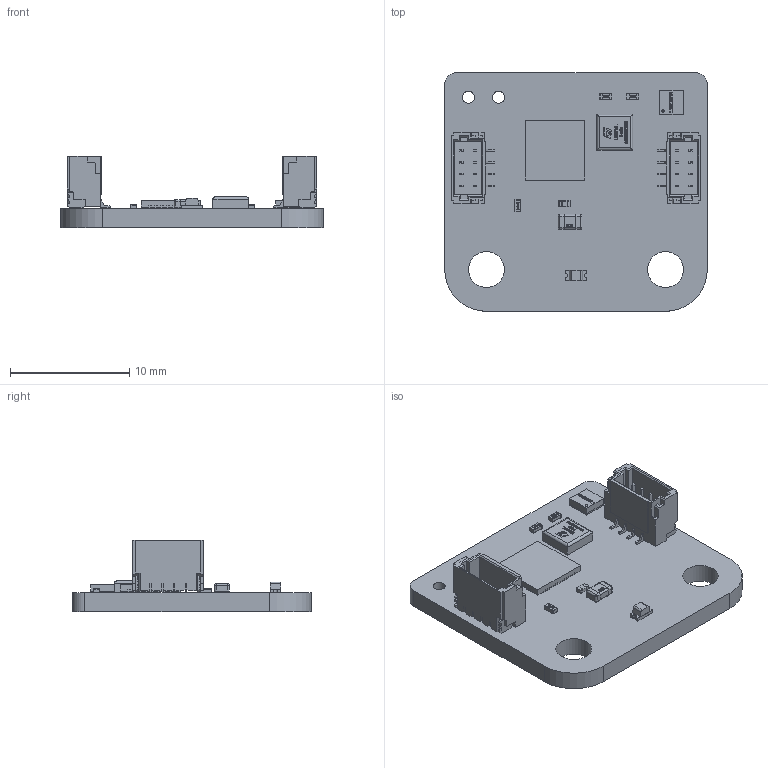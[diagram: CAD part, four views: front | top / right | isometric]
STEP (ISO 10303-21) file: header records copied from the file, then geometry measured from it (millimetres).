
FILE_DESCRIPTION(('Open CASCADE Model'),'2;1');
FILE_NAME('Open CASCADE Shape Model','2025-02-24T08:59:03',('Author'),( 'Open CASCADE'),'Open CASCADE STEP processor 7.5','Open CASCADE 7.5' ,'Unknown');
FILE_SCHEMA(('AUTOMOTIVE_DESIGN { 1 0 10303 214 1 1 1 1 }'));
Length unit declared in the file: millimetre
Products named in the file (47): PCB; Board; Open CASCADE STEP translator 7.5 2.1.1; U; DUELink-Connector-BM04B-SRSS-TB; STAT; 0603 LED Green; Solid1; Solid4; D; U3; User Library-LIS331AL; U2; LIS2DW12; Part_674; Part_673; Part_672; Part_671; Part_670; Part_669; Part_668; Part_667; Part_666; Part_665; Part_664; Part_647; Part_34236; Part_1030; R7; User Library-R SMD 0402; User Library-R SMD 0402_0402 BODY; User Library-R SMD 0402_0402 PAD; User Library-R SMD 0402_0402 OPIS; R5; R4; C2; 0805 SMD Capacitor; C1; C0402; Free-Models ...
Assembly tree (50 placements, depth 4):
  PCB
    Board
      Open CASCADE STEP translator 7.5 2.1.1
    U
      DUELink-Connector-BM04B-SRSS-TB
    STAT
      0603 LED Green
        Solid1
        Solid4
        Solid1
        Solid1
        Solid4
        Solid1
        Solid1
        Solid1
    D
      DUELink-Connector-BM04B-SRSS-TB
    U3
      User Library-LIS331AL
    U2
      LIS2DW12
        Part_674
        Part_673
        Part_672
        Part_671
        Part_670
        Part_669
        Part_668
        Part_667
        Part_666
        Part_665
        Part_664
        Part_647
        Part_34236
        Part_1030
    R7
      User Library-R SMD 0402
        User Library-R SMD 0402_0402 BODY
        User Library-R SMD 0402_0402 PAD  x2
        User Library-R SMD 0402_0402 OPIS
    R5
      User Library-R SMD 0402
        User Library-R SMD 0402_0402 BODY
        User Library-R SMD 0402_0402 PAD  x2
        User Library-R SMD 0402_0402 OPIS
    R4
      User Library-R SMD 0402
        User Library-R SMD 0402_0402 BODY
        User Library-R SMD 0402_0402 PAD  x2
        User Library-R SMD 0402_0402 OPIS
    C2
      0805 SMD Capacitor
    C1
      C0402
    Free-Models
      STM32-QFN32
Bounding box: 22 x 20 x 6.02 mm (x, y, z)
Volume: 770.7 mm3; surface area: 1605.3 mm2
Topology: 102 solids, 102 shells, 2235 faces, 8451 edges, 9380 vertices
Faces by surface type: plane 1556, bspline 428, cylinder 235, sphere 8, revolution 8
Full cylindrical faces by diameter (mm): 1.016 x2, 3 x2
Entity records: 85891 total; most frequent: CARTESIAN_POINT 30184, ORIENTED_EDGE 8778, DIRECTION 8481, LINE 4603, VECTOR 4603, EDGE_CURVE 4389, VERTEX_POINT 2882, AXIS2_PLACEMENT_3D 1935
